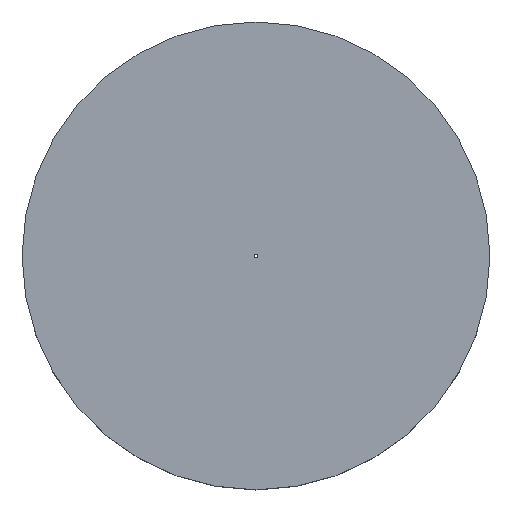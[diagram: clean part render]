
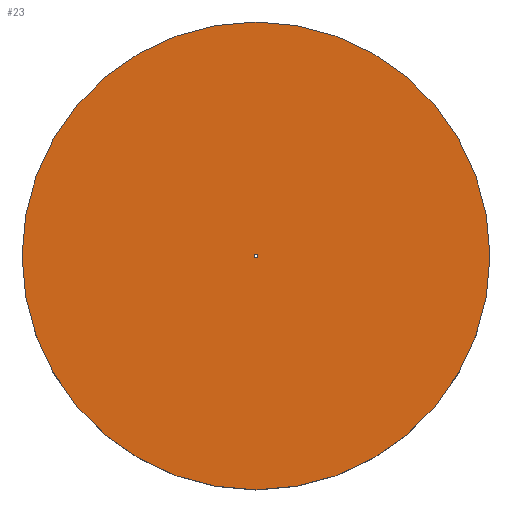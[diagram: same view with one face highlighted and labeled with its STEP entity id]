
A CAD part, top view. The second image highlights one B-rep face of the part: STEP entity #23.
In plain terms, the highlighted planar face has unit normal (0, 0, 1).
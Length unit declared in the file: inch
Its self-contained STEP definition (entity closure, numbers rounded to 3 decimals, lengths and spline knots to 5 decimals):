
#19 = DIRECTION ( 'NONE',  ( 1., 0., 0. ) ) ;
#23 = ADVANCED_FACE ( 'NONE', ( #88, #152 ), #55, .T. ) ;
#31 = AXIS2_PLACEMENT_3D ( 'NONE', #102, #121, #45 ) ;
#38 = CARTESIAN_POINT ( 'NONE',  ( 0., 0., 0.05 ) ) ;
#43 = AXIS2_PLACEMENT_3D ( 'NONE', #204, #183, #182 ) ;
#45 = DIRECTION ( 'NONE',  ( 1., 0., 0. ) ) ;
#46 = DIRECTION ( 'NONE',  ( 0., 0., 1. ) ) ;
#53 = DIRECTION ( 'NONE',  ( 1., 0., 0. ) ) ;
#55 = PLANE ( 'NONE',  #214 ) ;
#56 = CIRCLE ( 'NONE', #198, 0.001 ) ;
#58 = CIRCLE ( 'NONE', #43, 0.125 ) ;
#61 = ORIENTED_EDGE ( 'NONE', *, *, #224, .T. ) ;
#63 = EDGE_CURVE ( 'NONE', #105, #154, #56, .T. ) ;
#81 = CARTESIAN_POINT ( 'NONE',  ( -0.125, 0., 0.05 ) ) ;
#88 = FACE_BOUND ( 'NONE', #206, .T. ) ;
#98 = EDGE_CURVE ( 'NONE', #189, #129, #58, .T. ) ;
#102 = CARTESIAN_POINT ( 'NONE',  ( 0., 0., 0.05 ) ) ;
#105 = VERTEX_POINT ( 'NONE', #116 ) ;
#110 = CIRCLE ( 'NONE', #31, 0.125 ) ;
#111 = ORIENTED_EDGE ( 'NONE', *, *, #237, .F. ) ;
#116 = CARTESIAN_POINT ( 'NONE',  ( 0.001, 0., 0.05 ) ) ;
#121 = DIRECTION ( 'NONE',  ( 0., 0., 1. ) ) ;
#124 = AXIS2_PLACEMENT_3D ( 'NONE', #247, #46, #145 ) ;
#129 = VERTEX_POINT ( 'NONE', #81 ) ;
#139 = EDGE_LOOP ( 'NONE', ( #61, #146 ) ) ;
#145 = DIRECTION ( 'NONE',  ( 1., 0., 0. ) ) ;
#146 = ORIENTED_EDGE ( 'NONE', *, *, #98, .T. ) ;
#152 = FACE_OUTER_BOUND ( 'NONE', #139, .T. ) ;
#154 = VERTEX_POINT ( 'NONE', #230 ) ;
#157 = DIRECTION ( 'NONE',  ( 0., 0., 1. ) ) ;
#175 = ORIENTED_EDGE ( 'NONE', *, *, #63, .F. ) ;
#182 = DIRECTION ( 'NONE',  ( 1., 0., 0. ) ) ;
#183 = DIRECTION ( 'NONE',  ( 0., 0., 1. ) ) ;
#189 = VERTEX_POINT ( 'NONE', #210 ) ;
#198 = AXIS2_PLACEMENT_3D ( 'NONE', #38, #219, #53 ) ;
#199 = CIRCLE ( 'NONE', #124, 0.001 ) ;
#204 = CARTESIAN_POINT ( 'NONE',  ( 0., 0., 0.05 ) ) ;
#206 = EDGE_LOOP ( 'NONE', ( #175, #111 ) ) ;
#210 = CARTESIAN_POINT ( 'NONE',  ( 0.125, 0., 0.05 ) ) ;
#214 = AXIS2_PLACEMENT_3D ( 'NONE', #240, #157, #19 ) ;
#219 = DIRECTION ( 'NONE',  ( 0., 0., 1. ) ) ;
#224 = EDGE_CURVE ( 'NONE', #129, #189, #110, .T. ) ;
#230 = CARTESIAN_POINT ( 'NONE',  ( -0.001, 0., 0.05 ) ) ;
#237 = EDGE_CURVE ( 'NONE', #154, #105, #199, .T. ) ;
#240 = CARTESIAN_POINT ( 'NONE',  ( 0., 0., 0.05 ) ) ;
#247 = CARTESIAN_POINT ( 'NONE',  ( 0., 0., 0.05 ) ) ;
